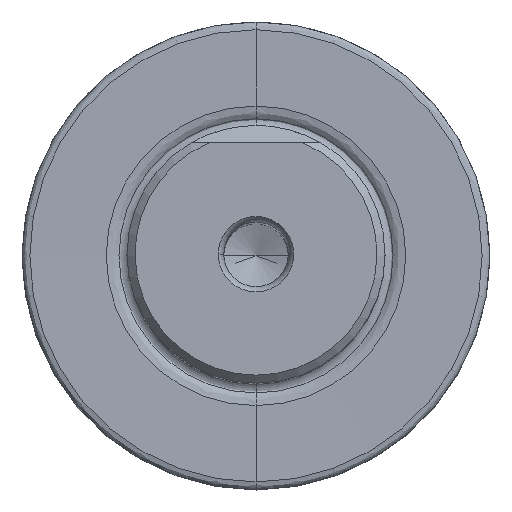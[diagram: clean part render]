
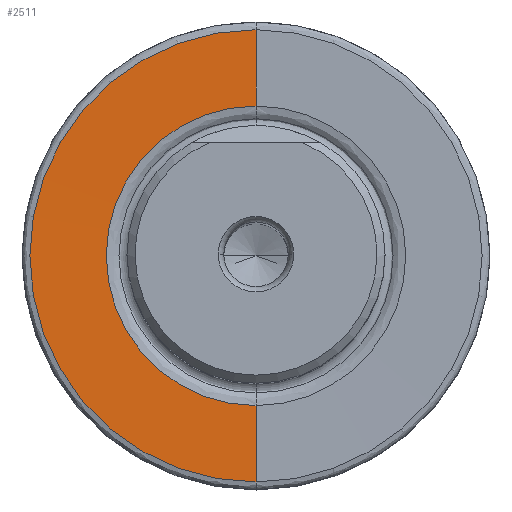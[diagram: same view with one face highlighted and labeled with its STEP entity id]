
A CAD part, top view. The second image highlights one B-rep face of the part: STEP entity #2511.
In plain terms, the highlighted conical face has half-angle 89.613 degrees and reference radius 23.306 mm.
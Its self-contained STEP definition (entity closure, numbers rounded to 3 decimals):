
#1936=CARTESIAN_POINT('',(0.,18.569,114.064));
#1972=CARTESIAN_POINT('',(0.,-18.569,114.064));
#1993=CARTESIAN_POINT('',(0.,0.,114.064));
#1994=DIRECTION('',(0.,0.,-1.));
#1995=DIRECTION('',(0.,1.,0.));
#1996=AXIS2_PLACEMENT_3D('',#1993,#1994,#1995);
#2001=DIRECTION('',(0.,1.,-0.007));
#2002=VECTOR('',#2001,9.473);
#2003=CARTESIAN_POINT('',(0.,18.569,114.064));
#2004=LINE('',#2003,#2002);
#2008=DIRECTION('',(0.,-1.,-0.007));
#2009=VECTOR('',#2008,9.473);
#2010=CARTESIAN_POINT('',(0.,-18.569,114.064));
#2011=LINE('',#2010,#2009);
#2103=CARTESIAN_POINT('',(0.,0.,114.));
#2104=DIRECTION('',(0.,0.,-1.));
#2105=DIRECTION('',(0.,1.,0.));
#2106=AXIS2_PLACEMENT_3D('',#2103,#2104,#2105);
#2236=VERTEX_POINT('',#1936);
#2237=CARTESIAN_POINT('',(0.,28.042,114.));
#2238=VERTEX_POINT('',#2237);
#2249=VERTEX_POINT('',#1972);
#2250=CARTESIAN_POINT('',(0.,-28.042,114.));
#2251=VERTEX_POINT('',#2250);
#2497=CARTESIAN_POINT('',(0.,0.,114.032));
#2498=DIRECTION('',(0.,0.,-1.));
#2499=DIRECTION('',(0.,-1.,0.));
#2500=AXIS2_PLACEMENT_3D('',#2497,#2498,#2499);
#2501=CONICAL_SURFACE('',#2500,23.306,89.613);
#2503=ORIENTED_EDGE('',*,*,#2502,.F.);
#2504=ORIENTED_EDGE('',*,*,#2492,.T.);
#2506=ORIENTED_EDGE('',*,*,#2505,.T.);
#2508=ORIENTED_EDGE('',*,*,#2507,.F.);
#2509=EDGE_LOOP('',(#2503,#2504,#2506,#2508));
#2510=FACE_OUTER_BOUND('',#2509,.F.);
#1997=CIRCLE('',#1996,18.569);
#2107=CIRCLE('',#2106,28.042);
#2492=EDGE_CURVE('',#2236,#2249,#1997,.T.);
#2502=EDGE_CURVE('',#2236,#2238,#2004,.T.);
#2505=EDGE_CURVE('',#2249,#2251,#2011,.T.);
#2507=EDGE_CURVE('',#2238,#2251,#2107,.T.);
#2511=ADVANCED_FACE('',(#2510),#2501,.F.);
